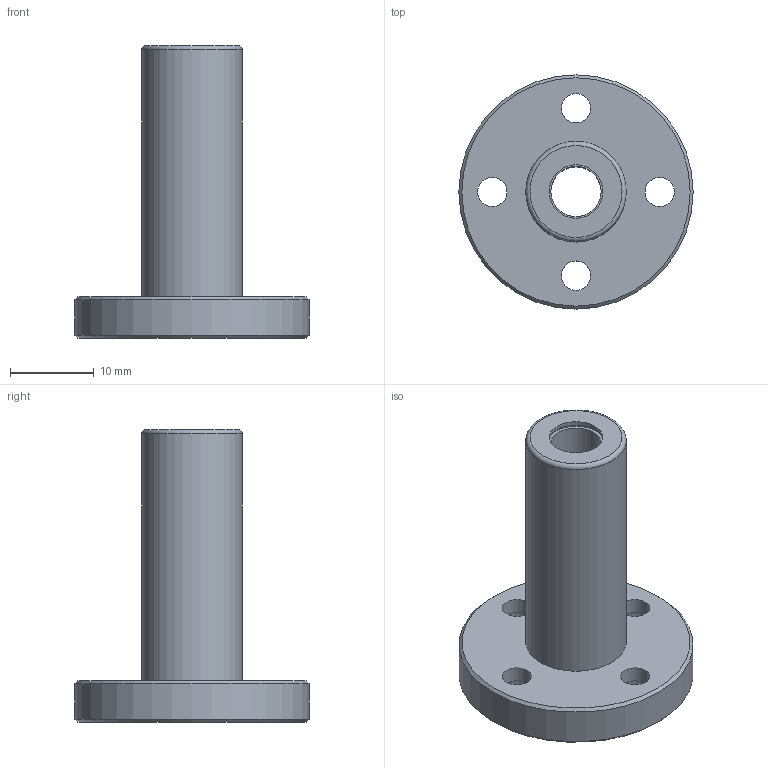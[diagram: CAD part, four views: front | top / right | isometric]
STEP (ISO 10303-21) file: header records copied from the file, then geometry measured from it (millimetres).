
FILE_DESCRIPTION(/* description */ ('STEP AP203'),/* implementation_level */ '2;1');
FILE_NAME(/* name */ 'LMF6LUU',/* time_stamp */ '2022-08-12T03:31:33+02:00',/* author */ ('License CC BY-ND 4.0'),/* organization */ ('CADENAS'),/* preprocessor_version */ 'ST-DEVELOPER v18.102',/* originating_system */ 'PARTsolutions',/* authorisation */ ' ');
FILE_SCHEMA (('CONFIG_CONTROL_DESIGN'));
Length unit declared in the file: millimetre
Products named in the file (1): LMF6LUU
Bounding box: 28 x 28 x 35 mm (x, y, z)
Volume: 5036.7 mm3; surface area: 3620.2 mm2
Topology: 1 solids, 1 shells, 29 faces, 52 edges, 34 vertices
Faces by surface type: cylinder 15, plane 11, cone 2, torus 1
Full cylindrical faces by diameter (mm): 3.5 x4, 6 x5, 6.4 x2, 6.8 x2, 12 x1, 28 x1
Entity records: 674 total; most frequent: DIRECTION 126, CARTESIAN_POINT 96, ORIENTED_EDGE 66, EDGE_LOOP 66, FACE_BOUND 66, AXIS2_PLACEMENT_3D 63, EDGE_CURVE 33, VERTEX_POINT 33
